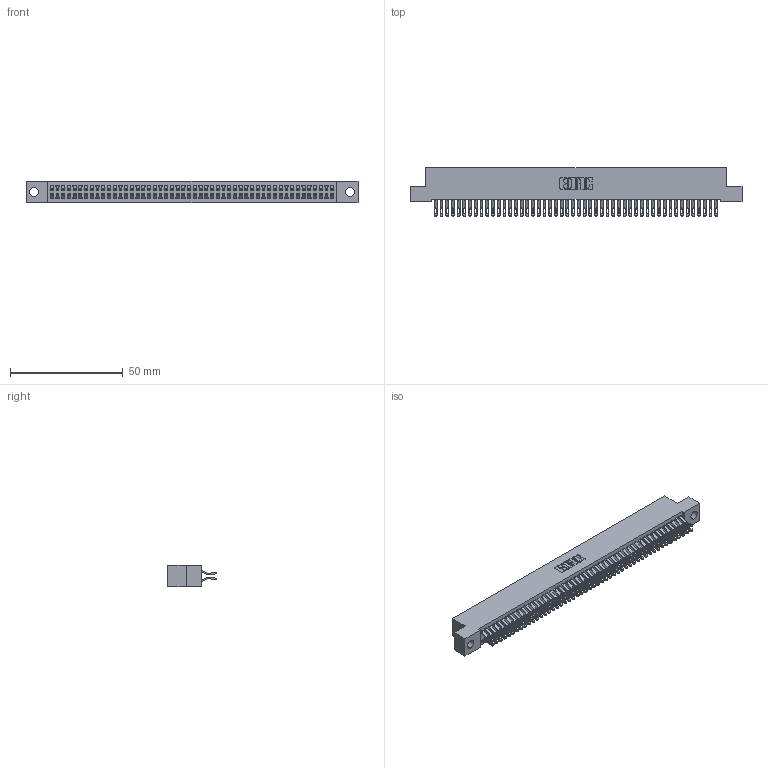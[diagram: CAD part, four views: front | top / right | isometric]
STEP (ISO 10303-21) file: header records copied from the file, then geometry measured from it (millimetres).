
FILE_DESCRIPTION (( 'STEP AP203' ), '1' );
FILE_NAME ('342-100-555-204.STEP', '2019-10-04T17:47:22', ( '' ), ( '' ), 'SwSTEP 2.0', 'SolidWorks 2016', '' );
FILE_SCHEMA (( 'CONFIG_CONTROL_DESIGN' ));
Length unit declared in the file: inch
Products named in the file (3): 345-292-001_555 Tail; 342-100-555-204; 342 Part_.156 TH
Assembly tree (101 placements, depth 2):
  342-100-555-204
    342 Part_.156 TH
    345-292-001_555 Tail  x100
Bounding box: 147.32 x 21.47 x 9.4 mm (x, y, z)
Volume: 13465.4 mm3; surface area: 22907.2 mm2
Topology: 101 solids, 101 shells, 5910 faces, 18599 edges, 12398 vertices
Faces by surface type: plane 3466, cylinder 2444
Entity records: 31329 total; most frequent: CARTESIAN_POINT 5216, ORIENTED_EDGE 5122, DIRECTION 4413, EDGE_CURVE 2561, VECTOR 2413, LINE 2413, VERTEX_POINT 1706, AXIS2_PLACEMENT_3D 1000
